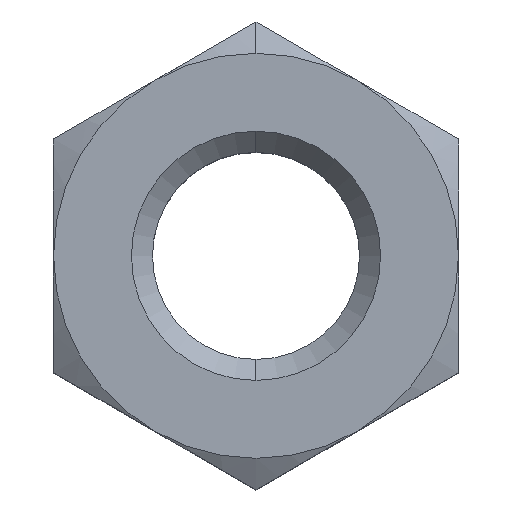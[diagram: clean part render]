
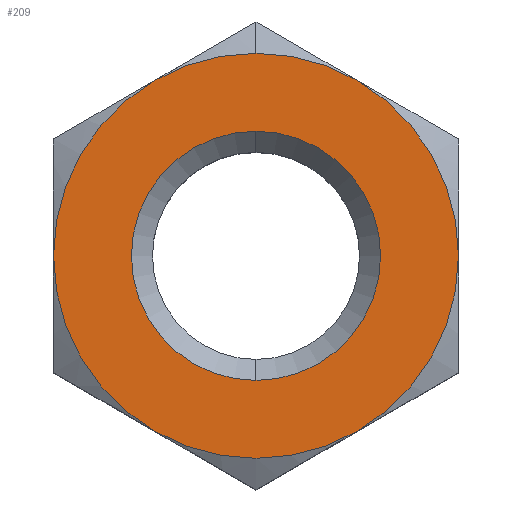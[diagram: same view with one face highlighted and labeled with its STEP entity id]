
A CAD part, top view. The second image highlights one B-rep face of the part: STEP entity #209.
In plain terms, the highlighted planar face has unit normal (0, 0, 1).
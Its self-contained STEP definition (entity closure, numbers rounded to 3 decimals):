
#15 = VERTEX_POINT ( 'NONE', #498 ) ;
#27 = AXIS2_PLACEMENT_3D ( 'NONE', #119, #614, #605 ) ;
#33 = CARTESIAN_POINT ( 'NONE',  ( 3.25, -5.629, 0. ) ) ;
#56 = CARTESIAN_POINT ( 'NONE',  ( 3.25, 5.629, 0. ) ) ;
#59 = VERTEX_POINT ( 'NONE', #838 ) ;
#75 = DIRECTION ( 'NONE',  ( 0., 1., 0. ) ) ;
#90 = DIRECTION ( 'NONE',  ( 0., 0., -1. ) ) ;
#93 = CIRCLE ( 'NONE', #696, 6.5 ) ;
#96 = AXIS2_PLACEMENT_3D ( 'NONE', #728, #975, #234 ) ;
#107 = EDGE_CURVE ( 'NONE', #1036, #348, #843, .T. ) ;
#108 = VERTEX_POINT ( 'NONE', #434 ) ;
#119 = CARTESIAN_POINT ( 'NONE',  ( 0., 0., 0. ) ) ;
#122 = CARTESIAN_POINT ( 'NONE',  ( 0., 0., 0. ) ) ;
#128 = ORIENTED_EDGE ( 'NONE', *, *, #107, .F. ) ;
#138 = FACE_BOUND ( 'NONE', #436, .T. ) ;
#143 = DIRECTION ( 'NONE',  ( 1., 0., 0. ) ) ;
#166 = CARTESIAN_POINT ( 'NONE',  ( 0., -4., 0. ) ) ;
#168 = CARTESIAN_POINT ( 'NONE',  ( 0., 0., 0. ) ) ;
#185 = ORIENTED_EDGE ( 'NONE', *, *, #760, .T. ) ;
#209 = ADVANCED_FACE ( 'NONE', ( #138, #556 ), #1050, .T. ) ;
#230 = ORIENTED_EDGE ( 'NONE', *, *, #599, .F. ) ;
#234 = DIRECTION ( 'NONE',  ( 0., 1., 0. ) ) ;
#255 = DIRECTION ( 'NONE',  ( 1., 0., 0. ) ) ;
#265 = DIRECTION ( 'NONE',  ( 0., 0., -1. ) ) ;
#271 = ORIENTED_EDGE ( 'NONE', *, *, #275, .F. ) ;
#275 = EDGE_CURVE ( 'NONE', #473, #108, #459, .T. ) ;
#311 = CARTESIAN_POINT ( 'NONE',  ( -13., 0., 0. ) ) ;
#312 = DIRECTION ( 'NONE',  ( 0., 0., -1. ) ) ;
#316 = DIRECTION ( 'NONE',  ( 0., 0., -1. ) ) ;
#348 = VERTEX_POINT ( 'NONE', #711 ) ;
#358 = DIRECTION ( 'NONE',  ( 0., 0., -1. ) ) ;
#391 = VERTEX_POINT ( 'NONE', #166 ) ;
#400 = EDGE_CURVE ( 'NONE', #59, #1036, #860, .T. ) ;
#423 = AXIS2_PLACEMENT_3D ( 'NONE', #311, #471, #978 ) ;
#426 = CIRCLE ( 'NONE', #979, 6.5 ) ;
#429 = ORIENTED_EDGE ( 'NONE', *, *, #874, .F. ) ;
#434 = CARTESIAN_POINT ( 'NONE',  ( -6.5, 0., 0. ) ) ;
#436 = EDGE_LOOP ( 'NONE', ( #823, #185 ) ) ;
#443 = CIRCLE ( 'NONE', #993, 6.5 ) ;
#447 = DIRECTION ( 'NONE',  ( 1., 0., 0. ) ) ;
#459 = CIRCLE ( 'NONE', #899, 6.5 ) ;
#471 = DIRECTION ( 'NONE',  ( 0., 0., 1. ) ) ;
#472 = CARTESIAN_POINT ( 'NONE',  ( 0., 0., 0. ) ) ;
#473 = VERTEX_POINT ( 'NONE', #922 ) ;
#498 = CARTESIAN_POINT ( 'NONE',  ( 0., 4., 0. ) ) ;
#501 = CIRCLE ( 'NONE', #812, 4. ) ;
#517 = ORIENTED_EDGE ( 'NONE', *, *, #400, .F. ) ;
#556 = FACE_OUTER_BOUND ( 'NONE', #1002, .T. ) ;
#588 = DIRECTION ( 'NONE',  ( 0., 0., -1. ) ) ;
#599 = EDGE_CURVE ( 'NONE', #108, #651, #93, .T. ) ;
#605 = DIRECTION ( 'NONE',  ( 0., 1., 0. ) ) ;
#613 = CIRCLE ( 'NONE', #96, 4. ) ;
#614 = DIRECTION ( 'NONE',  ( 0., 0., -1. ) ) ;
#651 = VERTEX_POINT ( 'NONE', #826 ) ;
#679 = CARTESIAN_POINT ( 'NONE',  ( 0., 0., 0. ) ) ;
#685 = DIRECTION ( 'NONE',  ( 1., 0., 0. ) ) ;
#696 = AXIS2_PLACEMENT_3D ( 'NONE', #122, #867, #958 ) ;
#711 = CARTESIAN_POINT ( 'NONE',  ( 6.5, 0., 0. ) ) ;
#728 = CARTESIAN_POINT ( 'NONE',  ( 0., 0., 0. ) ) ;
#737 = CARTESIAN_POINT ( 'NONE',  ( 0., 0., 0. ) ) ;
#740 = CIRCLE ( 'NONE', #916, 6.5 ) ;
#751 = AXIS2_PLACEMENT_3D ( 'NONE', #737, #588, #255 ) ;
#760 = EDGE_CURVE ( 'NONE', #15, #391, #613, .T. ) ;
#762 = DIRECTION ( 'NONE',  ( 1., 0., 0. ) ) ;
#772 = CARTESIAN_POINT ( 'NONE',  ( 0., 0., 0. ) ) ;
#784 = ORIENTED_EDGE ( 'NONE', *, *, #829, .F. ) ;
#802 = CARTESIAN_POINT ( 'NONE',  ( 0., 0., 0. ) ) ;
#812 = AXIS2_PLACEMENT_3D ( 'NONE', #802, #312, #75 ) ;
#823 = ORIENTED_EDGE ( 'NONE', *, *, #1008, .T. ) ;
#826 = CARTESIAN_POINT ( 'NONE',  ( -3.25, 5.629, 0. ) ) ;
#829 = EDGE_CURVE ( 'NONE', #348, #854, #740, .T. ) ;
#838 = CARTESIAN_POINT ( 'NONE',  ( 0., 6.5, 0. ) ) ;
#843 = CIRCLE ( 'NONE', #27, 6.5 ) ;
#854 = VERTEX_POINT ( 'NONE', #33 ) ;
#860 = CIRCLE ( 'NONE', #751, 6.5 ) ;
#867 = DIRECTION ( 'NONE',  ( 0., 0., -1. ) ) ;
#874 = EDGE_CURVE ( 'NONE', #651, #59, #443, .T. ) ;
#899 = AXIS2_PLACEMENT_3D ( 'NONE', #168, #90, #762 ) ;
#916 = AXIS2_PLACEMENT_3D ( 'NONE', #679, #265, #685 ) ;
#922 = CARTESIAN_POINT ( 'NONE',  ( -3.25, -5.629, 0. ) ) ;
#958 = DIRECTION ( 'NONE',  ( 1., 0., 0. ) ) ;
#975 = DIRECTION ( 'NONE',  ( 0., 0., -1. ) ) ;
#978 = DIRECTION ( 'NONE',  ( 1., 0., 0. ) ) ;
#979 = AXIS2_PLACEMENT_3D ( 'NONE', #472, #316, #143 ) ;
#993 = AXIS2_PLACEMENT_3D ( 'NONE', #772, #358, #447 ) ;
#997 = EDGE_CURVE ( 'NONE', #854, #473, #426, .T. ) ;
#1002 = EDGE_LOOP ( 'NONE', ( #784, #128, #517, #429, #230, #271, #1029 ) ) ;
#1008 = EDGE_CURVE ( 'NONE', #391, #15, #501, .T. ) ;
#1029 = ORIENTED_EDGE ( 'NONE', *, *, #997, .F. ) ;
#1036 = VERTEX_POINT ( 'NONE', #56 ) ;
#1050 = PLANE ( 'NONE',  #423 ) ;
